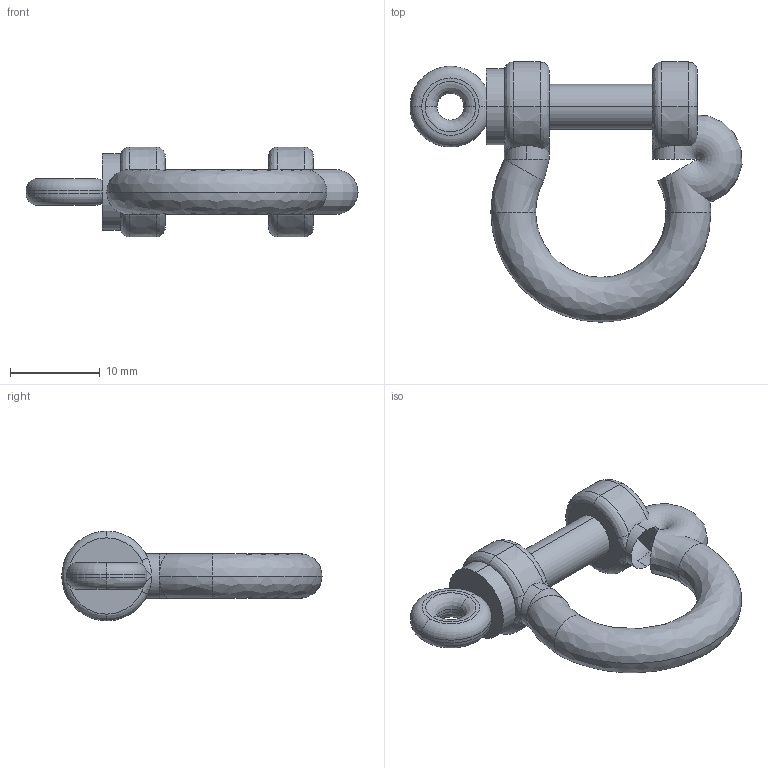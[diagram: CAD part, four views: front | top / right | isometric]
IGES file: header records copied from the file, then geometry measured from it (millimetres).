
Start section: SolidWorks IGES file using analytic representation for surfaces
Global section: file name: sone3D.IGS; native system: SolidWorks 2012; preprocessor: SolidWorks 2012; author: 0960ts; date: 130924.134220; units: millimetre
Bounding box: 36.97 x 29 x 10 mm (x, y, z)
Volume: 1815.4 mm3; surface area: 2204.5 mm2
Topology: 2 solids, 2 shells, 67 faces, 161 edges, 88 vertices
Faces by surface type: revolution 50, plane 9, bspline 8
